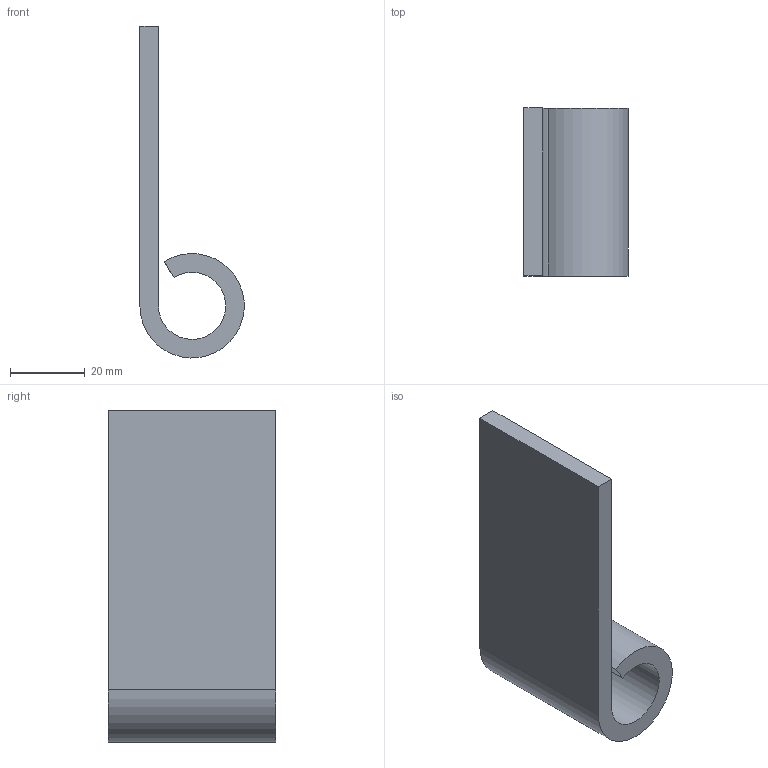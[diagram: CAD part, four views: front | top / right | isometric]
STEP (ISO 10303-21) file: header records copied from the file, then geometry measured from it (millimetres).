
FILE_DESCRIPTION (( 'STEP AP203' ), '1' );
FILE_NAME ('960-16-75.step', '2022-03-22T07:58:18', ( '' ), ( '' ), 'SwSTEP 2.0', 'SolidWorks 2018', '' );
FILE_SCHEMA (( 'CONFIG_CONTROL_DESIGN' ));
Length unit declared in the file: millimetre
Products named in the file (1): 960-16-75
Bounding box: 27.96 x 45 x 88.99 mm (x, y, z)
Volume: 30530.6 mm3; surface area: 14028.1 mm2
Topology: 1 solids, 1 shells, 213 faces, 561 edges, 374 vertices
Faces by surface type: plane 119, bspline 92, cylinder 2
Entity records: 11492 total; most frequent: CARTESIAN_POINT 6769, ORIENTED_EDGE 1122, DIRECTION 625, EDGE_CURVE 561, VERTEX_POINT 374, LINE 373, VECTOR 373, EDGE_LOOP 237
